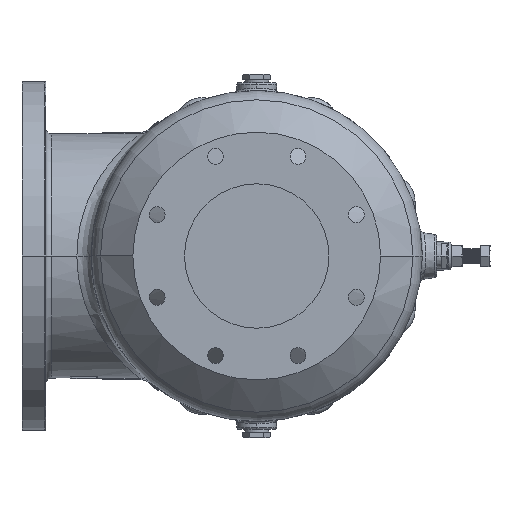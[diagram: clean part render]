
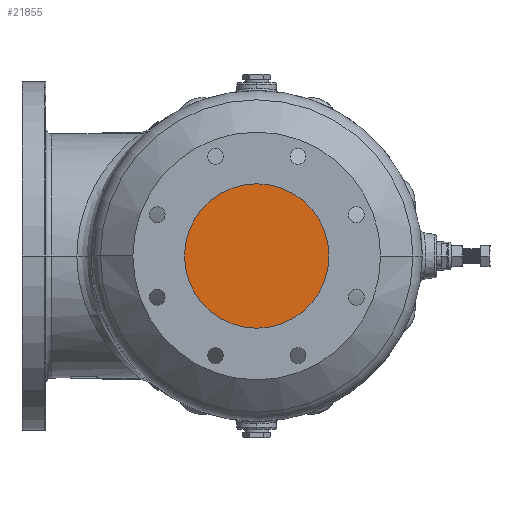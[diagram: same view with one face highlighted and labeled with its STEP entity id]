
A CAD part, left-side view. The second image highlights one B-rep face of the part: STEP entity #21855.
In plain terms, the highlighted planar face has unit normal (-1, 0, 0).
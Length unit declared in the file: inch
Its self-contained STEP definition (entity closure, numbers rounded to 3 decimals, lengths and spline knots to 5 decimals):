
#4725 = AXIS2_PLACEMENT_3D ( 'NONE', #80183, #88077, #41183 ) ;
#5076 = CARTESIAN_POINT ( 'NONE',  ( -17.28347, 3.93701, 0. ) ) ;
#10362 = CIRCLE ( 'NONE', #49882, 3.93701 ) ;
#17511 = AXIS2_PLACEMENT_3D ( 'NONE', #80641, #33767, #88518 ) ;
#21855 = ADVANCED_FACE ( 'NONE', ( #26064 ), #24767, .T. ) ;
#23353 = CIRCLE ( 'NONE', #17511, 3.93701 ) ;
#24464 = EDGE_LOOP ( 'NONE', ( #73446, #29363 ) ) ;
#24767 = PLANE ( 'NONE',  #4725 ) ;
#26064 = FACE_OUTER_BOUND ( 'NONE', #24464, .T. ) ;
#29363 = ORIENTED_EDGE ( 'NONE', *, *, #30479, .T. ) ;
#30479 = EDGE_CURVE ( 'NONE', #74835, #91378, #10362, .T. ) ;
#33767 = DIRECTION ( 'NONE',  ( -1., 0., 0. ) ) ;
#37836 = DIRECTION ( 'NONE',  ( -1., 0., 0. ) ) ;
#41183 = DIRECTION ( 'NONE',  ( 0., -1., 0. ) ) ;
#49882 = AXIS2_PLACEMENT_3D ( 'NONE', #84713, #37836, #92574 ) ;
#54325 = CARTESIAN_POINT ( 'NONE',  ( -17.28347, -3.93701, 0. ) ) ;
#73446 = ORIENTED_EDGE ( 'NONE', *, *, #92820, .T. ) ;
#74835 = VERTEX_POINT ( 'NONE', #5076 ) ;
#80183 = CARTESIAN_POINT ( 'NONE',  ( -17.28347, 0., 0. ) ) ;
#80641 = CARTESIAN_POINT ( 'NONE',  ( -17.28347, 0., 0. ) ) ;
#84713 = CARTESIAN_POINT ( 'NONE',  ( -17.28347, 0., 0. ) ) ;
#88077 = DIRECTION ( 'NONE',  ( -1., 0., 0. ) ) ;
#88518 = DIRECTION ( 'NONE',  ( 0., -1., 0. ) ) ;
#91378 = VERTEX_POINT ( 'NONE', #54325 ) ;
#92574 = DIRECTION ( 'NONE',  ( 0., -1., 0. ) ) ;
#92820 = EDGE_CURVE ( 'NONE', #91378, #74835, #23353, .T. ) ;
